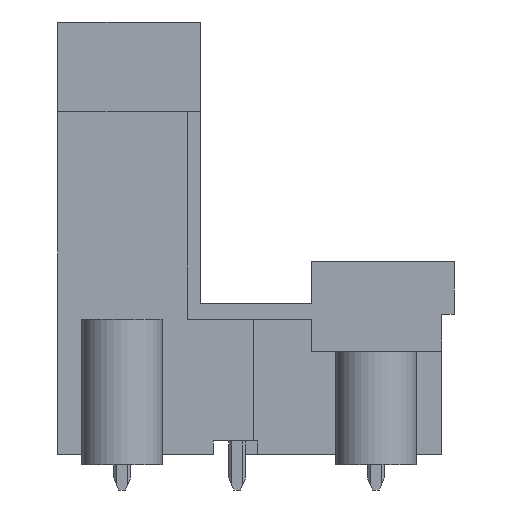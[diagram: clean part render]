
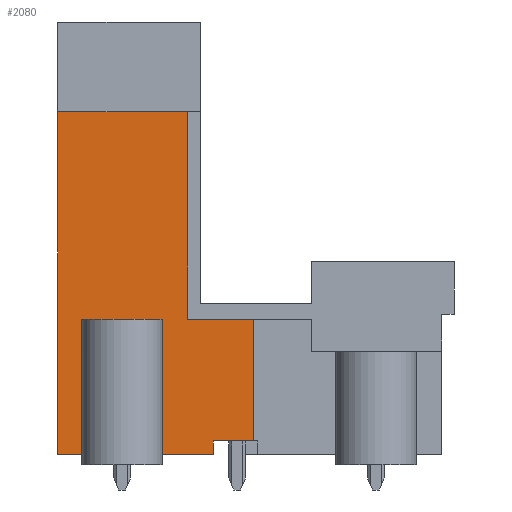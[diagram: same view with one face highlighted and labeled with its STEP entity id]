
A CAD part, left-side view. The second image highlights one B-rep face of the part: STEP entity #2080.
In plain terms, the highlighted planar face has unit normal (-1, 0, 0).
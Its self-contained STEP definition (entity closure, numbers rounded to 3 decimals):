
#1989=AXIS2_PLACEMENT_3D('Plane Axis2P3D',#1986,#1987,#1988) ;
#1697=CARTESIAN_POINT('Vertex',(3.84,23.43,2.1)) ;
#1700=CARTESIAN_POINT('Line Origine',(3.84,23.43,12.23)) ;
#1704=CARTESIAN_POINT('Vertex',(3.84,23.43,22.36)) ;
#1986=CARTESIAN_POINT('Axis2P3D Location',(3.84,23.43,0.)) ;
#1991=CARTESIAN_POINT('Line Origine',(3.84,15.944,2.1)) ;
#1995=CARTESIAN_POINT('Vertex',(3.84,17.639,2.1)) ;
#1997=CARTESIAN_POINT('Vertex',(3.84,14.25,2.1)) ;
#2000=CARTESIAN_POINT('Line Origine',(3.84,14.25,2.5)) ;
#2004=CARTESIAN_POINT('Vertex',(3.84,14.25,2.9)) ;
#2007=CARTESIAN_POINT('Line Origine',(3.84,13.045,2.9)) ;
#2011=CARTESIAN_POINT('Vertex',(3.84,11.84,2.9)) ;
#2014=CARTESIAN_POINT('Line Origine',(3.84,11.84,6.5)) ;
#2018=CARTESIAN_POINT('Vertex',(3.84,11.84,10.1)) ;
#2021=CARTESIAN_POINT('Line Origine',(3.84,13.795,10.1)) ;
#2025=CARTESIAN_POINT('Vertex',(3.84,15.75,10.1)) ;
#2028=CARTESIAN_POINT('Line Origine',(3.84,15.75,16.23)) ;
#2032=CARTESIAN_POINT('Vertex',(3.84,15.75,22.36)) ;
#2035=CARTESIAN_POINT('Line Origine',(3.84,19.59,22.36)) ;
#2040=CARTESIAN_POINT('Line Origine',(3.84,22.526,2.1)) ;
#2044=CARTESIAN_POINT('Vertex',(3.84,21.621,2.1)) ;
#2047=CARTESIAN_POINT('Line Origine',(3.84,21.621,6.1)) ;
#2051=CARTESIAN_POINT('Vertex',(3.84,21.621,10.1)) ;
#2054=CARTESIAN_POINT('Line Origine',(3.84,19.63,10.1)) ;
#2058=CARTESIAN_POINT('Vertex',(3.84,17.639,10.1)) ;
#2061=CARTESIAN_POINT('Line Origine',(3.84,17.639,6.1)) ;
#1701=DIRECTION('Vector Direction',(0.,0.,1.)) ;
#1987=DIRECTION('Axis2P3D Direction',(-1.,0.,0.)) ;
#1988=DIRECTION('Axis2P3D XDirection',(0.,-1.,0.)) ;
#1992=DIRECTION('Vector Direction',(0.,-1.,0.)) ;
#2001=DIRECTION('Vector Direction',(0.,0.,1.)) ;
#2008=DIRECTION('Vector Direction',(0.,-1.,0.)) ;
#2015=DIRECTION('Vector Direction',(0.,0.,1.)) ;
#2022=DIRECTION('Vector Direction',(0.,-1.,0.)) ;
#2029=DIRECTION('Vector Direction',(0.,0.,1.)) ;
#2036=DIRECTION('Vector Direction',(0.,-1.,0.)) ;
#2041=DIRECTION('Vector Direction',(0.,-1.,0.)) ;
#2048=DIRECTION('Vector Direction',(0.,0.,-1.)) ;
#2055=DIRECTION('Vector Direction',(0.,-1.,0.)) ;
#2062=DIRECTION('Vector Direction',(0.,0.,-1.)) ;
#1702=VECTOR('Line Direction',#1701,1.) ;
#1993=VECTOR('Line Direction',#1992,1.) ;
#2002=VECTOR('Line Direction',#2001,1.) ;
#2009=VECTOR('Line Direction',#2008,1.) ;
#2016=VECTOR('Line Direction',#2015,1.) ;
#2023=VECTOR('Line Direction',#2022,1.) ;
#2030=VECTOR('Line Direction',#2029,1.) ;
#2037=VECTOR('Line Direction',#2036,1.) ;
#2042=VECTOR('Line Direction',#2041,1.) ;
#2049=VECTOR('Line Direction',#2048,1.) ;
#2056=VECTOR('Line Direction',#2055,1.) ;
#2063=VECTOR('Line Direction',#2062,1.) ;
#2067=ORIENTED_EDGE('',*,*,#1999,.T.) ;
#2068=ORIENTED_EDGE('',*,*,#2006,.T.) ;
#2069=ORIENTED_EDGE('',*,*,#2013,.T.) ;
#2070=ORIENTED_EDGE('',*,*,#2020,.T.) ;
#2071=ORIENTED_EDGE('',*,*,#2027,.F.) ;
#2072=ORIENTED_EDGE('',*,*,#2034,.T.) ;
#2073=ORIENTED_EDGE('',*,*,#2039,.F.) ;
#2074=ORIENTED_EDGE('',*,*,#1706,.F.) ;
#2075=ORIENTED_EDGE('',*,*,#2046,.T.) ;
#2076=ORIENTED_EDGE('',*,*,#2053,.F.) ;
#2077=ORIENTED_EDGE('',*,*,#2060,.T.) ;
#2078=ORIENTED_EDGE('',*,*,#2065,.T.) ;
#2080=ADVANCED_FACE('HOUSING',(#2079),#1990,.T.) ;
#1706=EDGE_CURVE('',#1698,#1705,#1703,.T.) ;
#1999=EDGE_CURVE('',#1996,#1998,#1994,.T.) ;
#2006=EDGE_CURVE('',#1998,#2005,#2003,.T.) ;
#2013=EDGE_CURVE('',#2005,#2012,#2010,.T.) ;
#2020=EDGE_CURVE('',#2012,#2019,#2017,.T.) ;
#2027=EDGE_CURVE('',#2026,#2019,#2024,.T.) ;
#2034=EDGE_CURVE('',#2026,#2033,#2031,.T.) ;
#2039=EDGE_CURVE('',#1705,#2033,#2038,.T.) ;
#2046=EDGE_CURVE('',#1698,#2045,#2043,.T.) ;
#2053=EDGE_CURVE('',#2052,#2045,#2050,.T.) ;
#2060=EDGE_CURVE('',#2052,#2059,#2057,.T.) ;
#2065=EDGE_CURVE('',#2059,#1996,#2064,.T.) ;
#2066=EDGE_LOOP('',(#2067,#2068,#2069,#2070,#2071,#2072,#2073,#2074,#2075,#2076,#2077,#2078)) ;
#2079=FACE_OUTER_BOUND('',#2066,.T.) ;
#1703=LINE('Line',#1700,#1702) ;
#1994=LINE('Line',#1991,#1993) ;
#2003=LINE('Line',#2000,#2002) ;
#2010=LINE('Line',#2007,#2009) ;
#2017=LINE('Line',#2014,#2016) ;
#2024=LINE('Line',#2021,#2023) ;
#2031=LINE('Line',#2028,#2030) ;
#2038=LINE('Line',#2035,#2037) ;
#2043=LINE('Line',#2040,#2042) ;
#2050=LINE('Line',#2047,#2049) ;
#2057=LINE('Line',#2054,#2056) ;
#2064=LINE('Line',#2061,#2063) ;
#1990=PLANE('',#1989) ;
#1698=VERTEX_POINT('',#1697) ;
#1705=VERTEX_POINT('',#1704) ;
#1996=VERTEX_POINT('',#1995) ;
#1998=VERTEX_POINT('',#1997) ;
#2005=VERTEX_POINT('',#2004) ;
#2012=VERTEX_POINT('',#2011) ;
#2019=VERTEX_POINT('',#2018) ;
#2026=VERTEX_POINT('',#2025) ;
#2033=VERTEX_POINT('',#2032) ;
#2045=VERTEX_POINT('',#2044) ;
#2052=VERTEX_POINT('',#2051) ;
#2059=VERTEX_POINT('',#2058) ;
